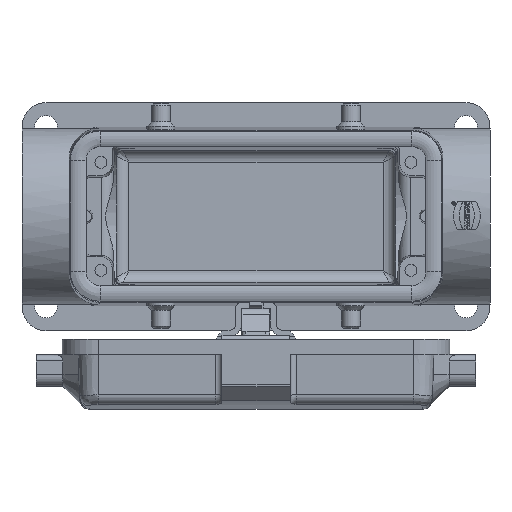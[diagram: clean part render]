
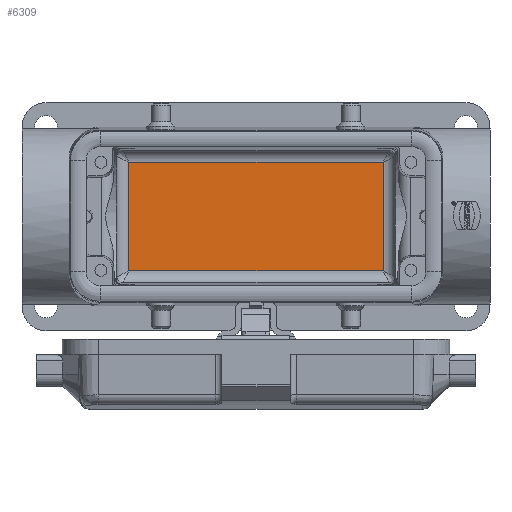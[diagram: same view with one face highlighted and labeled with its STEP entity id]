
A CAD part, top view. The second image highlights one B-rep face of the part: STEP entity #6309.
In plain terms, the highlighted planar face has unit normal (0, 0, 1).
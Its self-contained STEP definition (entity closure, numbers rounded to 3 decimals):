
#6270=CARTESIAN_POINT('',(34.75,-17.75,-65.25));
#6271=DIRECTION('',(0.0,0.0,-1.0));
#6272=DIRECTION('',(-1.0,0.0,0.0));
#6273=AXIS2_PLACEMENT_3D('',#6270,#6271,#6272);
#6274=PLANE('',#6273);
#6275=CARTESIAN_POINT('',(-31.804,-13.567,-65.25));
#6276=VERTEX_POINT('',#6275);
#6277=CARTESIAN_POINT('',(31.804,-13.567,-65.25));
#6278=VERTEX_POINT('',#6277);
#6279=CARTESIAN_POINT('',(-31.804,-13.567,-65.25));
#6280=DIRECTION('',(1.0,0.0,0.0));
#6281=VECTOR('',#6280,63.609);
#6282=LINE('',#6279,#6281);
#6283=EDGE_CURVE('',#6276,#6278,#6282,.T.);
#6284=ORIENTED_EDGE('',*,*,#6283,.T.);
#6285=CARTESIAN_POINT('',(31.804,13.567,-65.25));
#6286=VERTEX_POINT('',#6285);
#6287=CARTESIAN_POINT('',(31.804,-13.567,-65.25));
#6288=DIRECTION('',(0.0,1.0,0.0));
#6289=VECTOR('',#6288,27.135);
#6290=LINE('',#6287,#6289);
#6291=EDGE_CURVE('',#6278,#6286,#6290,.T.);
#6292=ORIENTED_EDGE('',*,*,#6291,.T.);
#6293=CARTESIAN_POINT('',(-31.804,13.567,-65.25));
#6294=VERTEX_POINT('',#6293);
#6295=CARTESIAN_POINT('',(31.804,13.567,-65.25));
#6296=DIRECTION('',(-1.0,0.0,0.0));
#6297=VECTOR('',#6296,63.609);
#6298=LINE('',#6295,#6297);
#6299=EDGE_CURVE('',#6286,#6294,#6298,.T.);
#6300=ORIENTED_EDGE('',*,*,#6299,.T.);
#6301=CARTESIAN_POINT('',(-31.804,13.567,-65.25));
#6302=DIRECTION('',(0.0,-1.0,0.0));
#6303=VECTOR('',#6302,27.135);
#6304=LINE('',#6301,#6303);
#6305=EDGE_CURVE('',#6294,#6276,#6304,.T.);
#6306=ORIENTED_EDGE('',*,*,#6305,.T.);
#6307=EDGE_LOOP('',(#6284,#6292,#6300,#6306));
#6308=FACE_OUTER_BOUND('',#6307,.T.);
#6309=ADVANCED_FACE('',(#6308),#6274,.F.);
